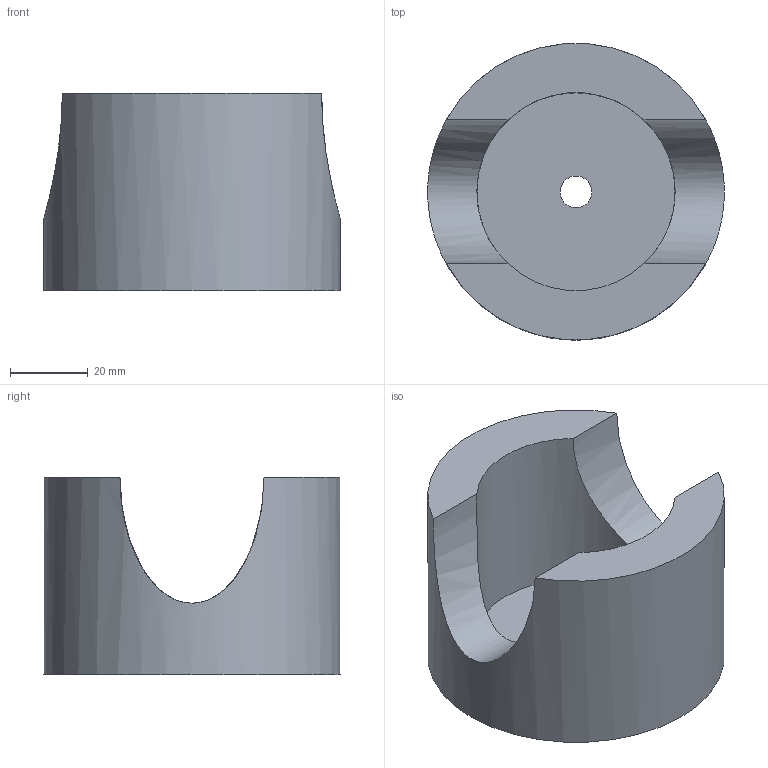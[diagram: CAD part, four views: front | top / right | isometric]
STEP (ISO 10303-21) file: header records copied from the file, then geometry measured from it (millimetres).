
FILE_DESCRIPTION(/* description */ (''),/* implementation_level */ '2;1');
FILE_NAME(/* name */ 'Launchpad.stp',/* time_stamp */ '2025-10-09T02:08:49-04:00',/* author */ ('kcosp'),/* organization */ (''),/* preprocessor_version */ 'ST-DEVELOPER v20.1',/* originating_system */ 'Autodesk Inventor 2026',/* authorisation */ '');
FILE_SCHEMA (('AUTOMOTIVE_DESIGN { 1 0 10303 214 3 1 1 }'));
Length unit declared in the file: millimetre
Products named in the file (1): Launchpad
Bounding box: 76.36 x 76.36 x 50.8 mm (x, y, z)
Volume: 95914 mm3; surface area: 32695.7 mm2
Topology: 1 solids, 1 shells, 23 faces, 54 edges, 42 vertices
Faces by surface type: plane 11, cylinder 10, bspline 2
Full cylindrical faces by diameter (mm): 6.811 x6, 8.2 x1, 51 x2, 76.365 x1
Entity records: 817 total; most frequent: CARTESIAN_POINT 228, DIRECTION 126, ORIENTED_EDGE 84, AXIS2_PLACEMENT_3D 56, EDGE_CURVE 42, CIRCLE 34, EDGE_LOOP 32, VERTEX_POINT 28
